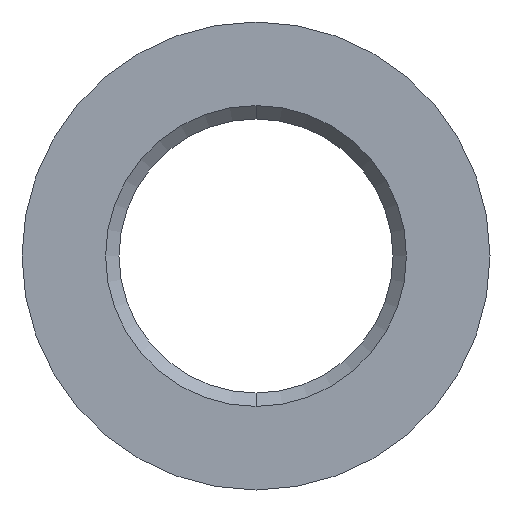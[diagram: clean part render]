
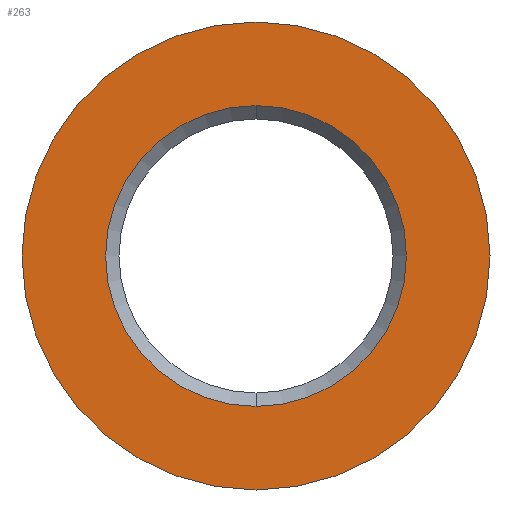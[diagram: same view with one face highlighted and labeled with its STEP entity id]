
A CAD part, front view. The second image highlights one B-rep face of the part: STEP entity #263.
In plain terms, the highlighted planar face has unit normal (0, -1, 0).
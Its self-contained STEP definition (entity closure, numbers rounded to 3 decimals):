
#3 = CIRCLE ( 'NONE', #78, 2.25 ) ;
#4 = AXIS2_PLACEMENT_3D ( 'NONE', #116, #256, #112 ) ;
#5 = CARTESIAN_POINT ( 'NONE',  ( 0., 0., 0. ) ) ;
#6 = ORIENTED_EDGE ( 'NONE', *, *, #193, .T. ) ;
#20 = EDGE_CURVE ( 'NONE', #254, #88, #174, .T. ) ;
#36 = VERTEX_POINT ( 'NONE', #207 ) ;
#71 = CIRCLE ( 'NONE', #183, 3.5 ) ;
#78 = AXIS2_PLACEMENT_3D ( 'NONE', #215, #101, #217 ) ;
#81 = DIRECTION ( 'NONE',  ( 0., 0., 1. ) ) ;
#88 = VERTEX_POINT ( 'NONE', #176 ) ;
#99 = DIRECTION ( 'NONE',  ( 0., 1., 0. ) ) ;
#101 = DIRECTION ( 'NONE',  ( 0., 1., 0. ) ) ;
#105 = ORIENTED_EDGE ( 'NONE', *, *, #253, .F. ) ;
#106 = DIRECTION ( 'NONE',  ( 0., 0., 1. ) ) ;
#112 = DIRECTION ( 'NONE',  ( 0., 0., 1. ) ) ;
#113 = AXIS2_PLACEMENT_3D ( 'NONE', #5, #238, #81 ) ;
#116 = CARTESIAN_POINT ( 'NONE',  ( 0., 0., 0. ) ) ;
#118 = EDGE_LOOP ( 'NONE', ( #145, #105 ) ) ;
#132 = CARTESIAN_POINT ( 'NONE',  ( 0., 0., 0. ) ) ;
#138 = AXIS2_PLACEMENT_3D ( 'NONE', #149, #99, #196 ) ;
#145 = ORIENTED_EDGE ( 'NONE', *, *, #288, .F. ) ;
#149 = CARTESIAN_POINT ( 'NONE',  ( 0., 0., 0. ) ) ;
#174 = CIRCLE ( 'NONE', #4, 2.25 ) ;
#176 = CARTESIAN_POINT ( 'NONE',  ( 0., 0., -2.25 ) ) ;
#183 = AXIS2_PLACEMENT_3D ( 'NONE', #132, #292, #106 ) ;
#193 = EDGE_CURVE ( 'NONE', #88, #254, #3, .T. ) ;
#196 = DIRECTION ( 'NONE',  ( 0., 0., 1. ) ) ;
#197 = PLANE ( 'NONE',  #113 ) ;
#207 = CARTESIAN_POINT ( 'NONE',  ( 0., 0., -3.5 ) ) ;
#215 = CARTESIAN_POINT ( 'NONE',  ( 0., 0., 0. ) ) ;
#217 = DIRECTION ( 'NONE',  ( 0., 0., 1. ) ) ;
#229 = VERTEX_POINT ( 'NONE', #234 ) ;
#234 = CARTESIAN_POINT ( 'NONE',  ( 0., 0., 3.5 ) ) ;
#238 = DIRECTION ( 'NONE',  ( 0., 1., 0. ) ) ;
#245 = FACE_BOUND ( 'NONE', #252, .T. ) ;
#252 = EDGE_LOOP ( 'NONE', ( #6, #272 ) ) ;
#253 = EDGE_CURVE ( 'NONE', #229, #36, #265, .T. ) ;
#254 = VERTEX_POINT ( 'NONE', #284 ) ;
#256 = DIRECTION ( 'NONE',  ( 0., 1., 0. ) ) ;
#263 = ADVANCED_FACE ( 'NONE', ( #245, #289 ), #197, .F. ) ;
#265 = CIRCLE ( 'NONE', #138, 3.5 ) ;
#272 = ORIENTED_EDGE ( 'NONE', *, *, #20, .T. ) ;
#284 = CARTESIAN_POINT ( 'NONE',  ( 0., 0., 2.25 ) ) ;
#288 = EDGE_CURVE ( 'NONE', #36, #229, #71, .T. ) ;
#289 = FACE_OUTER_BOUND ( 'NONE', #118, .T. ) ;
#292 = DIRECTION ( 'NONE',  ( 0., 1., 0. ) ) ;
